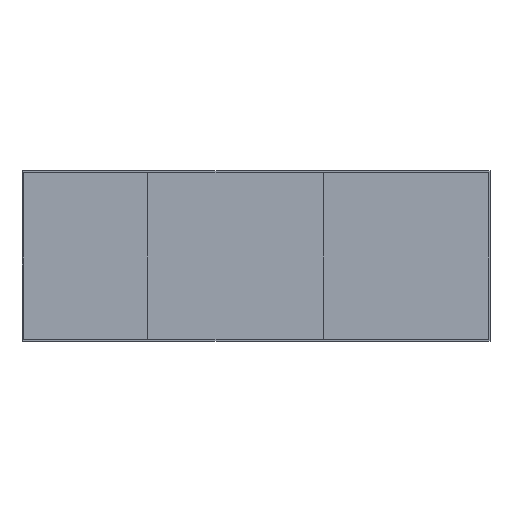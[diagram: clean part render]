
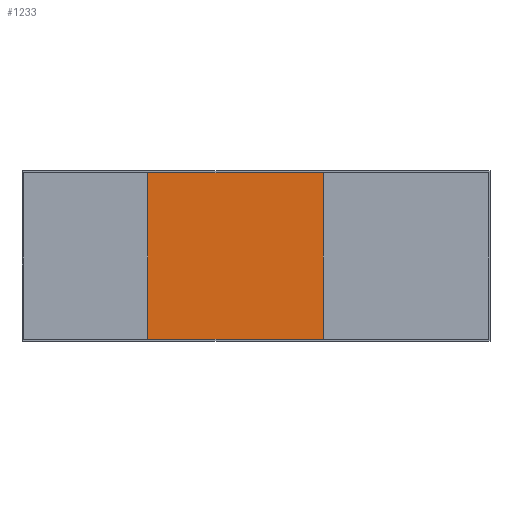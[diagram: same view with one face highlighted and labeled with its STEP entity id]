
A CAD part, top view. The second image highlights one B-rep face of the part: STEP entity #1233.
In plain terms, the highlighted planar face has unit normal (0, 0, 1).
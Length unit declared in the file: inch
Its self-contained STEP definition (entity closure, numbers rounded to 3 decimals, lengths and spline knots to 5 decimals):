
#73=FACE_OUTER_BOUND('',#143,.T.);
#143=EDGE_LOOP('',(#955,#956,#957,#958,#959,#960,#961,#962));
#251=LINE('',#1841,#419);
#253=LINE('',#1846,#421);
#257=LINE('',#1853,#425);
#258=LINE('',#1856,#426);
#262=LINE('',#1863,#430);
#268=LINE('',#1878,#436);
#271=LINE('',#1883,#439);
#272=LINE('',#1884,#440);
#419=VECTOR('',#1504,0.3937);
#421=VECTOR('',#1508,0.3937);
#425=VECTOR('',#1516,0.3937);
#426=VECTOR('',#1519,0.3937);
#430=VECTOR('',#1523,0.3937);
#436=VECTOR('',#1533,0.3937);
#439=VECTOR('',#1538,0.3937);
#440=VECTOR('',#1539,0.3937);
#565=VERTEX_POINT('',#1835);
#567=VERTEX_POINT('',#1839);
#568=VERTEX_POINT('',#1843);
#569=VERTEX_POINT('',#1845);
#571=VERTEX_POINT('',#1855);
#574=VERTEX_POINT('',#1861);
#580=VERTEX_POINT('',#1875);
#581=VERTEX_POINT('',#1877);
#699=EDGE_CURVE('',#565,#567,#251,.T.);
#701=EDGE_CURVE('',#569,#568,#253,.T.);
#705=EDGE_CURVE('',#567,#569,#257,.T.);
#706=EDGE_CURVE('',#571,#565,#258,.T.);
#710=EDGE_CURVE('',#568,#574,#262,.T.);
#716=EDGE_CURVE('',#581,#580,#268,.T.);
#719=EDGE_CURVE('',#574,#581,#271,.T.);
#720=EDGE_CURVE('',#580,#571,#272,.T.);
#955=ORIENTED_EDGE('',*,*,#701,.T.);
#956=ORIENTED_EDGE('',*,*,#710,.T.);
#957=ORIENTED_EDGE('',*,*,#719,.T.);
#958=ORIENTED_EDGE('',*,*,#716,.T.);
#959=ORIENTED_EDGE('',*,*,#720,.T.);
#960=ORIENTED_EDGE('',*,*,#706,.T.);
#961=ORIENTED_EDGE('',*,*,#699,.T.);
#962=ORIENTED_EDGE('',*,*,#705,.T.);
#1166=PLANE('',#1340);
#1233=ADVANCED_FACE('',(#73),#1166,.F.);
#1340=AXIS2_PLACEMENT_3D('',#1882,#1536,#1537);
#1504=DIRECTION('',(0.,-1.,0.));
#1508=DIRECTION('',(0.,1.,0.));
#1516=DIRECTION('',(-1.,0.,0.));
#1519=DIRECTION('',(-1.,0.,0.));
#1523=DIRECTION('',(-1.,0.,0.));
#1533=DIRECTION('',(1.,0.,0.));
#1536=DIRECTION('center_axis',(0.,0.,-1.));
#1537=DIRECTION('ref_axis',(1.,0.,0.));
#1538=DIRECTION('',(0.,-1.,0.));
#1539=DIRECTION('',(0.,1.,0.));
#1835=CARTESIAN_POINT('',(9.15,-3.4783,0.));
#1839=CARTESIAN_POINT('',(9.15,-3.48686,0.));
#1841=CARTESIAN_POINT('',(9.15,-4.75658,0.));
#1843=CARTESIAN_POINT('',(8.25,-3.4783,0.));
#1845=CARTESIAN_POINT('',(8.25,-3.48686,0.));
#1846=CARTESIAN_POINT('',(8.25,-4.75658,0.));
#1853=CARTESIAN_POINT('',(8.04548,-3.48686,0.));
#1855=CARTESIAN_POINT('',(9.49541,-3.4783,0.));
#1856=CARTESIAN_POINT('',(0.13094,-3.4783,0.));
#1861=CARTESIAN_POINT('',(4.00951,-3.4783,0.));
#1863=CARTESIAN_POINT('',(0.13094,-3.4783,0.));
#1875=CARTESIAN_POINT('',(9.49541,-8.69429,0.));
#1877=CARTESIAN_POINT('',(4.00951,-8.69429,0.));
#1878=CARTESIAN_POINT('',(14.65097,-8.69429,0.));
#1882=CARTESIAN_POINT('Origin',(7.39096,-6.08629,0.));
#1883=CARTESIAN_POINT('',(4.00951,-4.75658,0.));
#1884=CARTESIAN_POINT('',(9.49541,-7.41601,0.));
